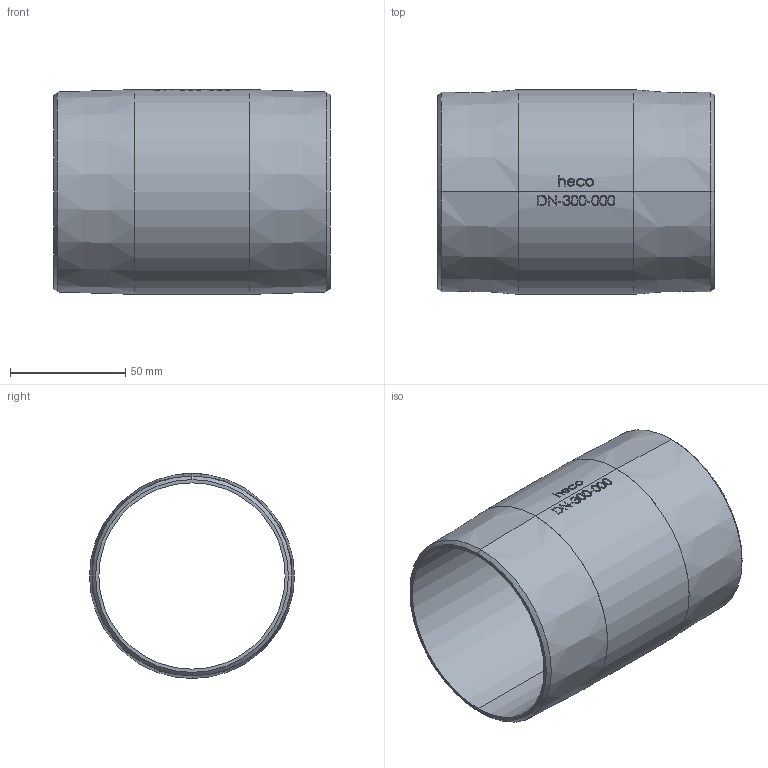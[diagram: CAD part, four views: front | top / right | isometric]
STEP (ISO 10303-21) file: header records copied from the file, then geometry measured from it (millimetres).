
FILE_DESCRIPTION (( 'STEP AP214' ), '1' );
FILE_NAME ('DN-300-000-x Doppelnippel heco.STEP', '2018-05-22T06:37:00', ( '' ), ( '' ), 'SwSTEP 2.0', 'SolidWorks 2016', '' );
FILE_SCHEMA (( 'AUTOMOTIVE_DESIGN' ));
Length unit declared in the file: millimetre
Products named in the file (1): DN-300-000-x Doppelnippel heco
Bounding box: 120 x 88.9 x 88.9 mm (x, y, z)
Volume: 117213.3 mm3; surface area: 64819.2 mm2
Topology: 1 solids, 1 shells, 179 faces, 455 edges, 302 vertices
Faces by surface type: bspline 106, plane 39, cylinder 26, cone 8
Entity records: 28158 total; most frequent: CARTESIAN_POINT 22999, ORIENTED_EDGE 910, EDGE_CURVE 455, B_SPLINE_CURVE_WITH_KNOTS 329, DIRECTION 326, VERTEX_POINT 302, EDGE_LOOP 205, ADVANCED_FACE 179
